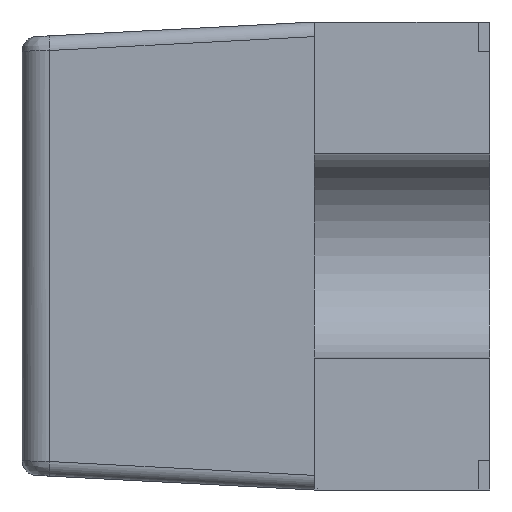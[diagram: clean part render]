
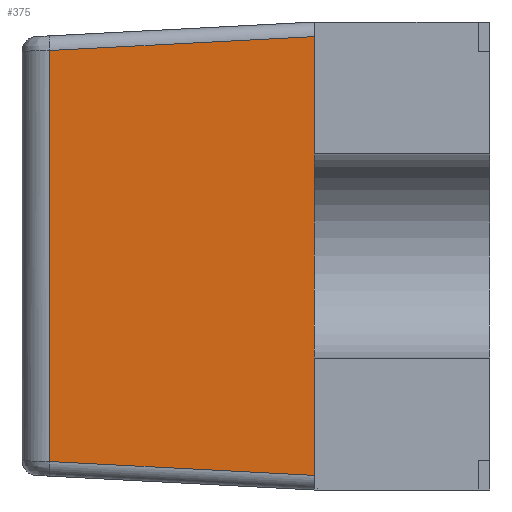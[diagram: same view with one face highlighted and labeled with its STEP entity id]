
A CAD part, left-side view. The second image highlights one B-rep face of the part: STEP entity #375.
In plain terms, the highlighted planar face has unit normal (-0.999, 0.052, 0).
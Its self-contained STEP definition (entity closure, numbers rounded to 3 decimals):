
#33 = EDGE_CURVE ( 'NONE', #177, #1675, #1944, .T. ) ;
#94 = VERTEX_POINT ( 'NONE', #689 ) ;
#177 = VERTEX_POINT ( 'NONE', #213 ) ;
#213 = CARTESIAN_POINT ( 'NONE',  ( -0.55, 0.3, 0.375 ) ) ;
#375 = ADVANCED_FACE ( 'NONE', ( #2092 ), #1777, .T. ) ;
#400 = VECTOR ( 'NONE', #2046, 1000. ) ;
#455 = EDGE_LOOP ( 'NONE', ( #1291, #1373, #503, #2048 ) ) ;
#503 = ORIENTED_EDGE ( 'NONE', *, *, #1081, .T. ) ;
#578 = CARTESIAN_POINT ( 'NONE',  ( -0.526, 0.753, -1.608 ) ) ;
#689 = CARTESIAN_POINT ( 'NONE',  ( -0.55, 0.3, -0.375 ) ) ;
#717 = DIRECTION ( 'NONE',  ( -0.999, 0.052, 0. ) ) ;
#883 = CARTESIAN_POINT ( 'NONE',  ( -0.526, 0.753, 0.351 ) ) ;
#946 = VERTEX_POINT ( 'NONE', #1142 ) ;
#1009 = DIRECTION ( 'NONE',  ( 0., 0., 1. ) ) ;
#1081 = EDGE_CURVE ( 'NONE', #94, #177, #2283, .T. ) ;
#1127 = CARTESIAN_POINT ( 'NONE',  ( -0.521, 0.855, 0.346 ) ) ;
#1142 = CARTESIAN_POINT ( 'NONE',  ( -0.526, 0.753, -0.351 ) ) ;
#1150 = VECTOR ( 'NONE', #1997, 1000. ) ;
#1201 = VECTOR ( 'NONE', #1243, 1000. ) ;
#1204 = EDGE_CURVE ( 'NONE', #946, #1675, #2115, .T. ) ;
#1243 = DIRECTION ( 'NONE',  ( 0., 0., 1. ) ) ;
#1274 = EDGE_CURVE ( 'NONE', #946, #94, #2039, .T. ) ;
#1291 = ORIENTED_EDGE ( 'NONE', *, *, #1204, .F. ) ;
#1373 = ORIENTED_EDGE ( 'NONE', *, *, #1274, .T. ) ;
#1484 = DIRECTION ( 'NONE',  ( -0.052, -0.999, 0. ) ) ;
#1533 = CARTESIAN_POINT ( 'NONE',  ( -0.55, 0.299, -0.375 ) ) ;
#1675 = VERTEX_POINT ( 'NONE', #883 ) ;
#1777 = PLANE ( 'NONE',  #2362 ) ;
#1944 = LINE ( 'NONE', #1127, #1150 ) ;
#1997 = DIRECTION ( 'NONE',  ( 0.052, 0.997, -0.052 ) ) ;
#2039 = LINE ( 'NONE', #1533, #400 ) ;
#2046 = DIRECTION ( 'NONE',  ( -0.052, -0.997, -0.052 ) ) ;
#2048 = ORIENTED_EDGE ( 'NONE', *, *, #33, .T. ) ;
#2092 = FACE_OUTER_BOUND ( 'NONE', #455, .T. ) ;
#2115 = LINE ( 'NONE', #578, #1201 ) ;
#2260 = VECTOR ( 'NONE', #1009, 1000. ) ;
#2282 = CARTESIAN_POINT ( 'NONE',  ( -0.526, 0.753, -1.608 ) ) ;
#2283 = LINE ( 'NONE', #2355, #2260 ) ;
#2355 = CARTESIAN_POINT ( 'NONE',  ( -0.55, 0.3, -1.608 ) ) ;
#2362 = AXIS2_PLACEMENT_3D ( 'NONE', #2282, #717, #1484 ) ;
